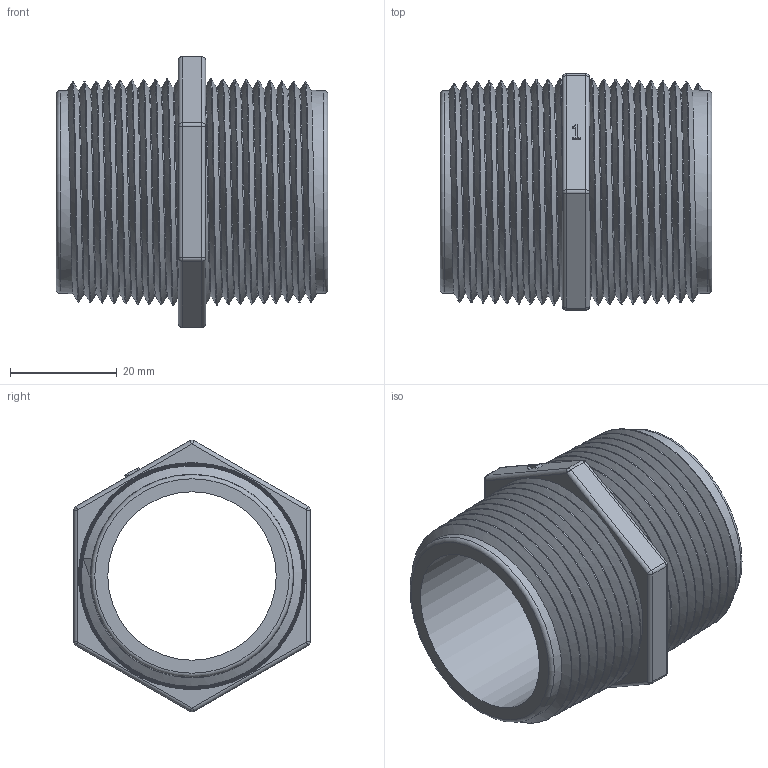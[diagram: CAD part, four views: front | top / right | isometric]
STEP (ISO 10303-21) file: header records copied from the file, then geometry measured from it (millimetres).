
FILE_DESCRIPTION((''),'2;1');
FILE_NAME('NIP125-SH.stp','2013-06-18T10:16:56',('areid'),(''),'Autodesk Inventor 2013','Autodesk Inventor 2013','');
FILE_SCHEMA(('AUTOMOTIVE_DESIGN { 1 0 10303 214 1 1 1 1 }'));
Length unit declared in the file: inch
Products named in the file (1): NIP125-SH
Bounding box: 50.8 x 44.2 x 50.8 mm (x, y, z)
Volume: 26285.8 mm3; surface area: 17116.6 mm2
Topology: 1 solids, 1 shells, 87 faces, 208 edges, 122 vertices
Faces by surface type: plane 23, cone 20, cylinder 19, sphere 12, bspline 11, torus 2
Full cylindrical faces by diameter (mm): 31.496 x1
Entity records: 6321 total; most frequent: CARTESIAN_POINT 4870, ORIENTED_EDGE 294, DIRECTION 275, EDGE_CURVE 147, AXIS2_PLACEMENT_3D 103, VERTEX_POINT 88, EDGE_LOOP 79, FACE_OUTER_BOUND 69
